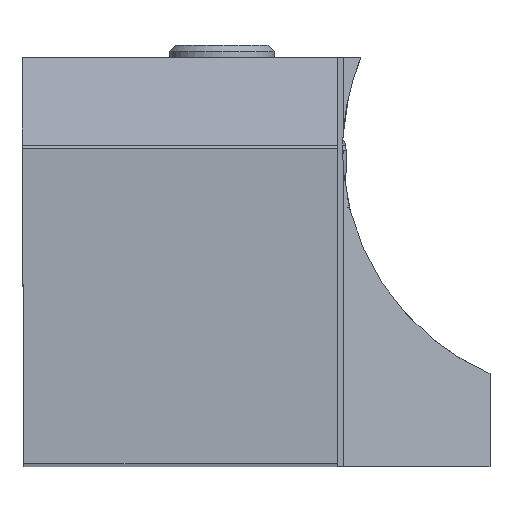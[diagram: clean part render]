
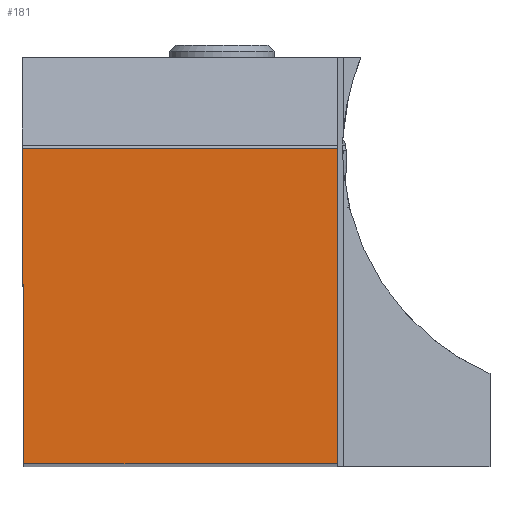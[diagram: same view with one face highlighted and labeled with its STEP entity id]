
A CAD part, top view. The second image highlights one B-rep face of the part: STEP entity #181.
In plain terms, the highlighted planar face has unit normal (0, 0, 1).
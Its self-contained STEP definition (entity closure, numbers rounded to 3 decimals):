
#181=ADVANCED_FACE('BLANK_BOXF006',(#292),#232,.F.);
#232=PLANE('',#1400);
#292=FACE_OUTER_BOUND('',#354,.T.);
#354=EDGE_LOOP('',(#615,#616,#617,#618));
#615=ORIENTED_EDGE('',*,*,#975,.T.);
#616=ORIENTED_EDGE('',*,*,#976,.T.);
#617=ORIENTED_EDGE('',*,*,#977,.T.);
#618=ORIENTED_EDGE('',*,*,#969,.T.);
#818=VERTEX_POINT('',#2380);
#819=VERTEX_POINT('',#2382);
#821=VERTEX_POINT('',#2393);
#822=VERTEX_POINT('',#2395);
#969=EDGE_CURVE('',#819,#818,#1094,.T.);
#975=EDGE_CURVE('',#818,#821,#1100,.T.);
#976=EDGE_CURVE('',#821,#822,#1101,.T.);
#977=EDGE_CURVE('',#822,#819,#1102,.T.);
#1094=LINE('',#2381,#1217);
#1100=LINE('',#2392,#1223);
#1101=LINE('',#2394,#1224);
#1102=LINE('',#2396,#1225);
#1217=VECTOR('',#1643,1.);
#1223=VECTOR('',#1655,1.);
#1224=VECTOR('',#1656,1.);
#1225=VECTOR('',#1657,1.);
#1400=AXIS2_PLACEMENT_3D('',#2397,#1658,#1659);
#1643=DIRECTION('',(1.,0.,0.));
#1655=DIRECTION('',(0.,1.,0.));
#1656=DIRECTION('',(-1.,0.,0.));
#1657=DIRECTION('',(0.004,-1.,0.));
#1658=DIRECTION('',(0.,0.,-1.));
#1659=DIRECTION('',(0.,-1.,0.));
#2380=CARTESIAN_POINT('',(25.273,0.,0.));
#2381=CARTESIAN_POINT('',(-151.6,0.,0.));
#2382=CARTESIAN_POINT('',(0.11,0.,0.));
#2392=CARTESIAN_POINT('',(25.273,-151.6,0.));
#2393=CARTESIAN_POINT('',(25.273,25.273,0.));
#2394=CARTESIAN_POINT('',(151.6,25.273,0.));
#2395=CARTESIAN_POINT('',(0.,25.273,0.));
#2396=CARTESIAN_POINT('',(-0.551,151.599,0.));
#2397=CARTESIAN_POINT('',(37.51,-5.,0.));
